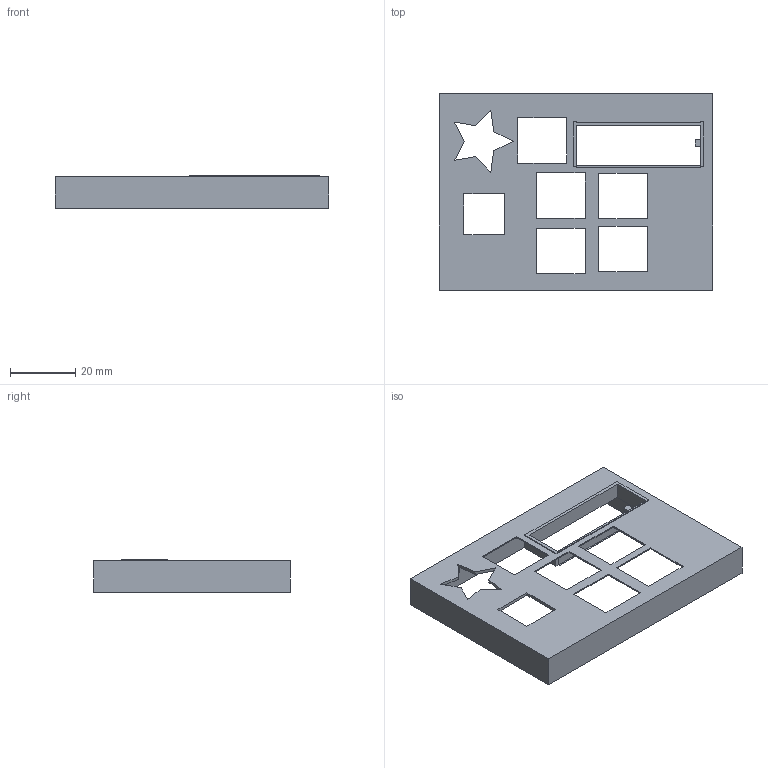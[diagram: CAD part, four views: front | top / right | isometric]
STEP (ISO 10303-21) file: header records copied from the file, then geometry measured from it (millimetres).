
FILE_DESCRIPTION(('FreeCAD Model'),'2;1');
FILE_NAME('Open CASCADE Shape Model','2026-02-18T21:18:44',(''),(''), 'Open CASCADE STEP processor 7.8','FreeCAD','Unknown');
FILE_SCHEMA(('AUTOMOTIVE_DESIGN { 1 0 10303 214 1 1 1 1 }'));
Length unit declared in the file: millimetre
Products named in the file (1): TOP HALF
Bounding box: 84.1 x 60.35 x 10.06 mm (x, y, z)
Volume: 10540.1 mm3; surface area: 12991.7 mm2
Topology: 1 solids, 1 shells, 122 faces, 324 edges, 216 vertices
Faces by surface type: plane 118, cylinder 4
Full cylindrical faces by diameter (mm): 2.4 x4
Entity records: 3774 total; most frequent: CARTESIAN_POINT 663, ORIENTED_EDGE 648, DIRECTION 578, EDGE_CURVE 324, LINE 316, VECTOR 316, VERTEX_POINT 216, FACE_BOUND 152
